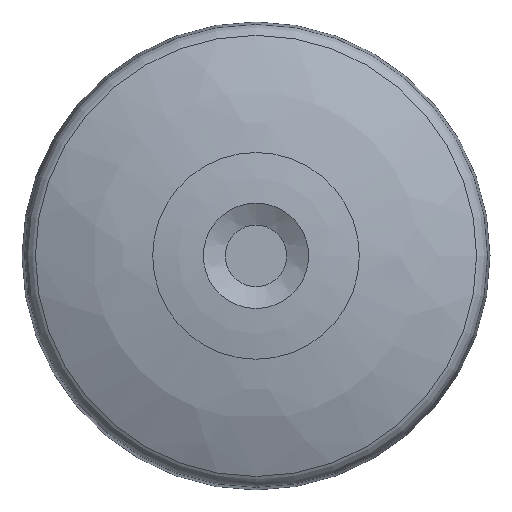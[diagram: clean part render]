
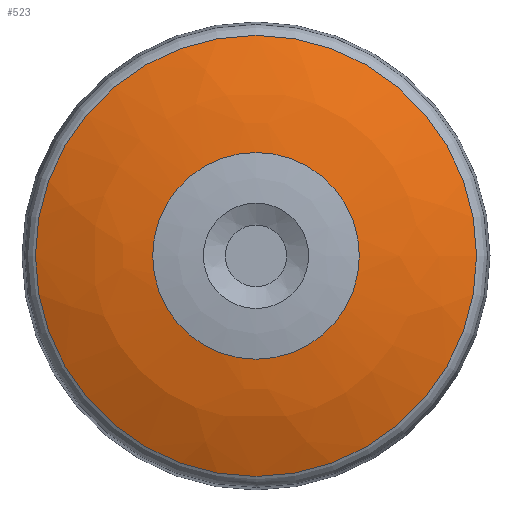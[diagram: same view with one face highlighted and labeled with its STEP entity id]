
A CAD part, top view. The second image highlights one B-rep face of the part: STEP entity #523.
In plain terms, the highlighted free-form (B-spline) face has degree [2, 2] with [3, 9] control points.
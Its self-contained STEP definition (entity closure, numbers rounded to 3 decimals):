
#16=(
BOUNDED_SURFACE()
B_SPLINE_SURFACE(2,2,((#968,#969,#970,#971,#972,#973,#974,#975,#976),(#977,
#978,#979,#980,#981,#982,#983,#984,#985),(#986,#987,#988,#989,#990,#991,
#992,#993,#994)),.UNSPECIFIED.,.F.,.T.,.F.)
B_SPLINE_SURFACE_WITH_KNOTS((3,3),(3,2,2,2,3),(-1.456,-1.132),
(-3.142,-1.571,0.,1.571,3.142),
 .UNSPECIFIED.)
GEOMETRIC_REPRESENTATION_ITEM()
RATIONAL_B_SPLINE_SURFACE(((1.,0.707,1.,0.707,1.,
0.707,1.,0.707,1.),(0.987,0.698,
0.987,0.698,0.987,0.698,
0.987,0.698,0.987),(1.,0.707,
1.,0.707,1.,0.707,1.,0.707,1.)))
REPRESENTATION_ITEM('')
SURFACE()
);
#82=FACE_OUTER_BOUND('',#116,.T.);
#116=EDGE_LOOP('',(#413,#414,#415,#416,#417,#418,#419));
#167=CIRCLE('',#603,21.862);
#168=CIRCLE('',#604,21.862);
#169=CIRCLE('',#605,80.);
#170=CIRCLE('',#606,46.656);
#171=CIRCLE('',#607,46.656);
#172=CIRCLE('',#608,46.656);
#232=VERTEX_POINT('',#963);
#233=VERTEX_POINT('',#965);
#234=VERTEX_POINT('',#995);
#235=VERTEX_POINT('',#997);
#236=VERTEX_POINT('',#999);
#299=EDGE_CURVE('',#233,#232,#167,.T.);
#300=EDGE_CURVE('',#232,#233,#168,.T.);
#301=EDGE_CURVE('',#232,#234,#169,.T.);
#302=EDGE_CURVE('',#235,#234,#170,.T.);
#303=EDGE_CURVE('',#236,#235,#171,.T.);
#304=EDGE_CURVE('',#234,#236,#172,.T.);
#413=ORIENTED_EDGE('',*,*,#299,.T.);
#414=ORIENTED_EDGE('',*,*,#301,.T.);
#415=ORIENTED_EDGE('',*,*,#302,.F.);
#416=ORIENTED_EDGE('',*,*,#303,.F.);
#417=ORIENTED_EDGE('',*,*,#304,.F.);
#418=ORIENTED_EDGE('',*,*,#301,.F.);
#419=ORIENTED_EDGE('',*,*,#300,.T.);
#523=ADVANCED_FACE('',(#82),#16,.F.);
#603=AXIS2_PLACEMENT_3D('',#966,#749,#750);
#604=AXIS2_PLACEMENT_3D('',#967,#751,#752);
#605=AXIS2_PLACEMENT_3D('',#996,#753,#754);
#606=AXIS2_PLACEMENT_3D('',#998,#755,#756);
#607=AXIS2_PLACEMENT_3D('',#1000,#757,#758);
#608=AXIS2_PLACEMENT_3D('',#1001,#759,#760);
#749=DIRECTION('center_axis',(0.,0.,-1.));
#750=DIRECTION('ref_axis',(1.,0.,0.));
#751=DIRECTION('center_axis',(0.,0.,-1.));
#752=DIRECTION('ref_axis',(1.,0.,0.));
#753=DIRECTION('center_axis',(0.,1.,0.));
#754=DIRECTION('ref_axis',(1.,0.,0.));
#755=DIRECTION('center_axis',(0.,0.,-1.));
#756=DIRECTION('ref_axis',(1.,0.,0.));
#757=DIRECTION('center_axis',(0.,0.,-1.));
#758=DIRECTION('ref_axis',(1.,0.,0.));
#759=DIRECTION('center_axis',(0.,0.,-1.));
#760=DIRECTION('ref_axis',(1.,0.,0.));
#963=CARTESIAN_POINT('',(21.862,0.,18.674));
#965=CARTESIAN_POINT('',(0.,21.862,18.674));
#966=CARTESIAN_POINT('Origin',(0.,0.,18.674));
#967=CARTESIAN_POINT('Origin',(0.,0.,18.674));
#968=CARTESIAN_POINT('Ctrl Pts',(21.862,0.,
18.674));
#969=CARTESIAN_POINT('Ctrl Pts',(21.862,-21.862,18.674));
#970=CARTESIAN_POINT('Ctrl Pts',(0.,-21.862,
18.674));
#971=CARTESIAN_POINT('Ctrl Pts',(-21.862,-21.862,18.674));
#972=CARTESIAN_POINT('Ctrl Pts',(-21.862,0.,
18.674));
#973=CARTESIAN_POINT('Ctrl Pts',(-21.862,21.862,18.674));
#974=CARTESIAN_POINT('Ctrl Pts',(0.,21.862,
18.674));
#975=CARTESIAN_POINT('Ctrl Pts',(21.862,21.862,18.674));
#976=CARTESIAN_POINT('Ctrl Pts',(21.862,0.,
18.674));
#977=CARTESIAN_POINT('Ctrl Pts',(34.834,0.,
17.178));
#978=CARTESIAN_POINT('Ctrl Pts',(34.834,-34.834,17.178));
#979=CARTESIAN_POINT('Ctrl Pts',(0.,-34.834,
17.178));
#980=CARTESIAN_POINT('Ctrl Pts',(-34.834,-34.834,17.178));
#981=CARTESIAN_POINT('Ctrl Pts',(-34.834,0.,
17.178));
#982=CARTESIAN_POINT('Ctrl Pts',(-34.834,34.834,17.178));
#983=CARTESIAN_POINT('Ctrl Pts',(0.,34.834,
17.178));
#984=CARTESIAN_POINT('Ctrl Pts',(34.834,34.834,17.178));
#985=CARTESIAN_POINT('Ctrl Pts',(34.834,0.,
17.178));
#986=CARTESIAN_POINT('Ctrl Pts',(46.656,0.,
11.636));
#987=CARTESIAN_POINT('Ctrl Pts',(46.656,-46.656,11.636));
#988=CARTESIAN_POINT('Ctrl Pts',(0.,-46.656,
11.636));
#989=CARTESIAN_POINT('Ctrl Pts',(-46.656,-46.656,11.636));
#990=CARTESIAN_POINT('Ctrl Pts',(-46.656,0.,
11.636));
#991=CARTESIAN_POINT('Ctrl Pts',(-46.656,46.656,11.636));
#992=CARTESIAN_POINT('Ctrl Pts',(0.,46.656,
11.636));
#993=CARTESIAN_POINT('Ctrl Pts',(46.656,46.656,11.636));
#994=CARTESIAN_POINT('Ctrl Pts',(46.656,0.,
11.636));
#995=CARTESIAN_POINT('',(46.656,0.,11.636));
#996=CARTESIAN_POINT('Origin',(12.7,0.,-60.8));
#997=CARTESIAN_POINT('',(0.,46.656,11.636));
#998=CARTESIAN_POINT('Origin',(0.,0.,11.636));
#999=CARTESIAN_POINT('',(0.,-46.656,11.636));
#1000=CARTESIAN_POINT('Origin',(0.,0.,11.636));
#1001=CARTESIAN_POINT('Origin',(0.,0.,11.636));
